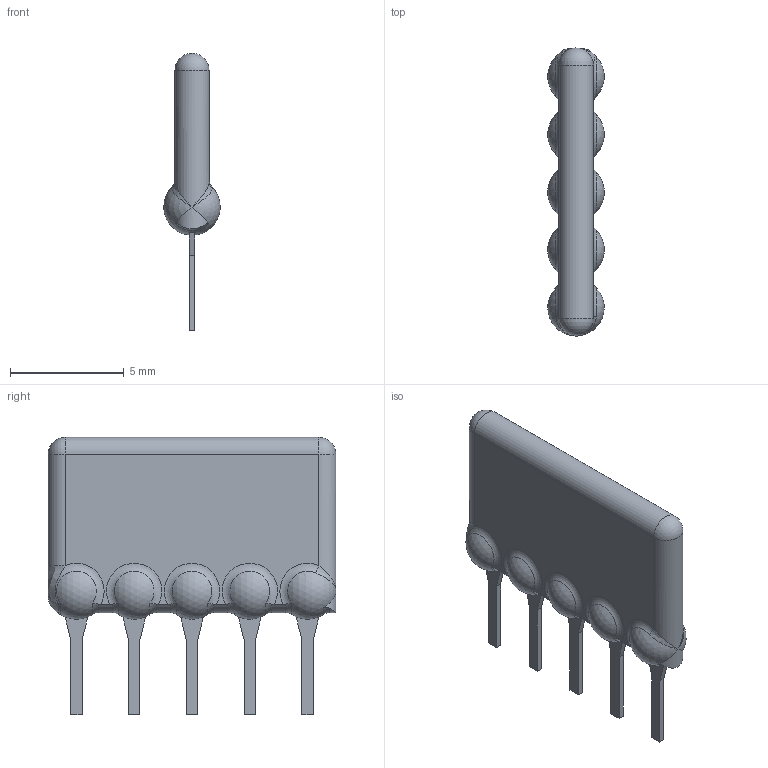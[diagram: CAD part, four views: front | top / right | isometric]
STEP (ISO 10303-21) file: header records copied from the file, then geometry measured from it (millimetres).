
FILE_DESCRIPTION((''),'2;1');
FILE_NAME('4614H','2012-08-22T',('ryans'),('Bourns, Inc.'),'PRO/ENGINEER BY PARAMETRIC TECHNOLOGY CORPORATION, 2010100','PRO/ENGINEER BY PARAMETRIC TECHNOLOGY CORPORATION, 2010100','');
FILE_SCHEMA(('CONFIG_CONTROL_DESIGN'));
Length unit declared in the file: millimetre
Products named in the file (1): 4614H
Bounding box: 2.48 x 12.65 x 12.19 mm (x, y, z)
Volume: 151.7 mm3; surface area: 288.3 mm2
Topology: 1 solids, 11 shells, 129 faces, 280 edges, 174 vertices
Faces by surface type: plane 58, torus 20, cone 20, cylinder 19, sphere 7, bspline 5
Entity records: 4067 total; most frequent: CARTESIAN_POINT 1329, ORIENTED_EDGE 552, DIRECTION 544, EDGE_CURVE 276, AXIS2_PLACEMENT_3D 215, VERTEX_POINT 174, EDGE_LOOP 134, FACE_OUTER_BOUND 129
